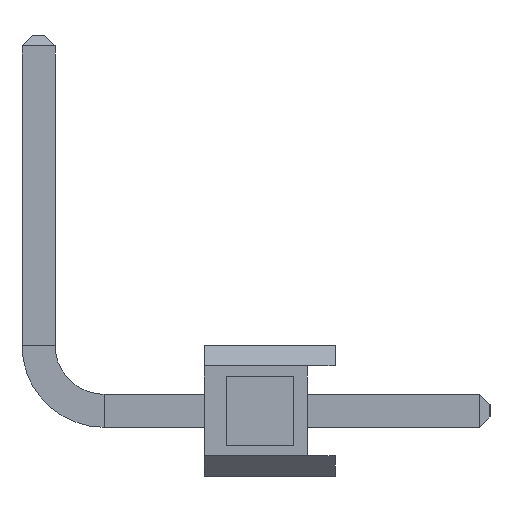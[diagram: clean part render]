
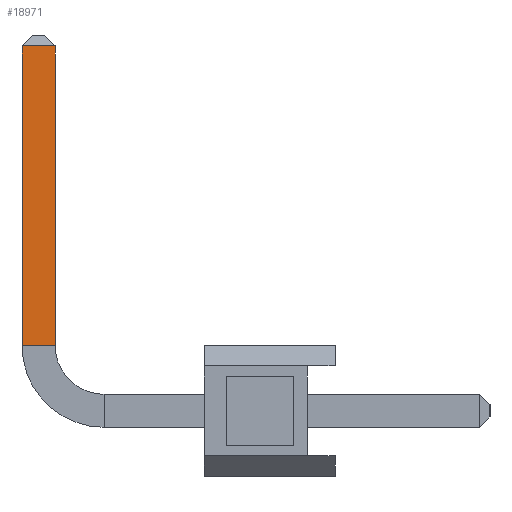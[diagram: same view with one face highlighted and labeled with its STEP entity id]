
A CAD part, left-side view. The second image highlights one B-rep face of the part: STEP entity #18971.
In plain terms, the highlighted planar face has unit normal (-1, 0, 0).
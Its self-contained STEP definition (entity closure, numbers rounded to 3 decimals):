
#140 = CARTESIAN_POINT ( 'NONE',  ( -0.32, 6.07, 1.27 ) ) ;
#197 = CARTESIAN_POINT ( 'NONE',  ( -0.32, 5.43, 1.27 ) ) ;
#1588 = AXIS2_PLACEMENT_3D ( 'NONE', #23832, #17518, #26128 ) ;
#1786 = CARTESIAN_POINT ( 'NONE',  ( -0.32, 6.07, 7.07 ) ) ;
#1876 = LINE ( 'NONE', #13949, #15875 ) ;
#2662 = FACE_OUTER_BOUND ( 'NONE', #11880, .T. ) ;
#2935 = LINE ( 'NONE', #6041, #25703 ) ;
#3269 = CARTESIAN_POINT ( 'NONE',  ( -0.32, 5.43, 7.07 ) ) ;
#4081 = ORIENTED_EDGE ( 'NONE', *, *, #10079, .F. ) ;
#4222 = DIRECTION ( 'NONE',  ( 0., 0., 1. ) ) ;
#6041 = CARTESIAN_POINT ( 'NONE',  ( -0.32, 6.07, 1.27 ) ) ;
#6620 = DIRECTION ( 'NONE',  ( 0., 1., 0. ) ) ;
#7162 = ORIENTED_EDGE ( 'NONE', *, *, #13437, .T. ) ;
#7944 = EDGE_CURVE ( 'NONE', #25765, #19958, #1876, .T. ) ;
#8522 = LINE ( 'NONE', #140, #14888 ) ;
#10079 = EDGE_CURVE ( 'NONE', #22491, #13919, #8522, .T. ) ;
#10908 = PLANE ( 'NONE',  #1588 ) ;
#11841 = DIRECTION ( 'NONE',  ( 0., 0., 1. ) ) ;
#11880 = EDGE_LOOP ( 'NONE', ( #13129, #7162, #4081, #22658 ) ) ;
#12420 = DIRECTION ( 'NONE',  ( 0., -1., 0. ) ) ;
#13129 = ORIENTED_EDGE ( 'NONE', *, *, #7944, .T. ) ;
#13437 = EDGE_CURVE ( 'NONE', #19958, #13919, #13698, .T. ) ;
#13698 = LINE ( 'NONE', #17394, #26895 ) ;
#13919 = VERTEX_POINT ( 'NONE', #1786 ) ;
#13949 = CARTESIAN_POINT ( 'NONE',  ( -0.32, 5.43, 1.27 ) ) ;
#14888 = VECTOR ( 'NONE', #4222, 1000. ) ;
#15875 = VECTOR ( 'NONE', #11841, 1000. ) ;
#17394 = CARTESIAN_POINT ( 'NONE',  ( -0.32, 6.07, 7.07 ) ) ;
#17518 = DIRECTION ( 'NONE',  ( -1., 0., 0. ) ) ;
#17596 = EDGE_CURVE ( 'NONE', #22491, #25765, #2935, .T. ) ;
#18971 = ADVANCED_FACE ( 'NONE', ( #2662 ), #10908, .T. ) ;
#18973 = CARTESIAN_POINT ( 'NONE',  ( -0.32, 6.07, 1.27 ) ) ;
#19958 = VERTEX_POINT ( 'NONE', #3269 ) ;
#22491 = VERTEX_POINT ( 'NONE', #18973 ) ;
#22658 = ORIENTED_EDGE ( 'NONE', *, *, #17596, .T. ) ;
#23832 = CARTESIAN_POINT ( 'NONE',  ( -0.32, 6.07, 1.27 ) ) ;
#25703 = VECTOR ( 'NONE', #12420, 1000. ) ;
#25765 = VERTEX_POINT ( 'NONE', #197 ) ;
#26128 = DIRECTION ( 'NONE',  ( 0., -1., 0. ) ) ;
#26895 = VECTOR ( 'NONE', #6620, 1000. ) ;
